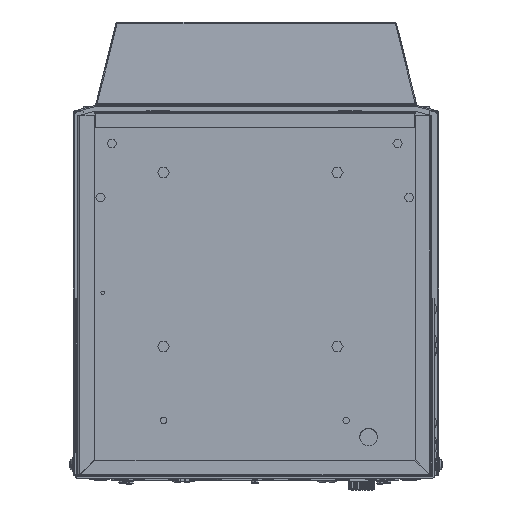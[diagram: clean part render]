
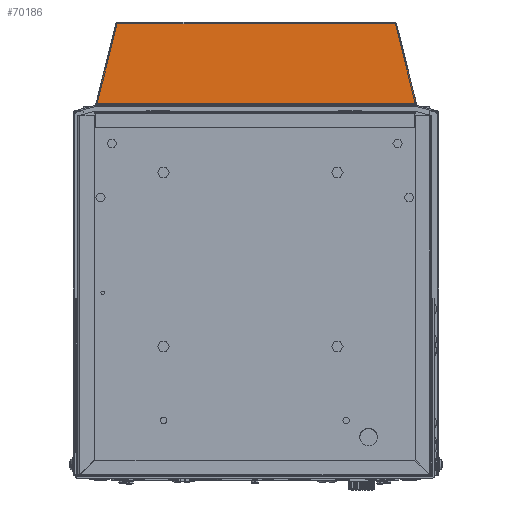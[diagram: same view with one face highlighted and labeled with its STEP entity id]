
A CAD part, front view. The second image highlights one B-rep face of the part: STEP entity #70186.
In plain terms, the highlighted planar face has unit normal (0, -0.999, 0.052).
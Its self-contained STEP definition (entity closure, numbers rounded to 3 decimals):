
#3335 = EDGE_CURVE ( 'NONE', #152051, #46645, #120753, .T. ) ;
#7397 = CARTESIAN_POINT ( 'NONE',  ( 6.075, 4.139, 11.92 ) ) ;
#7947 = CARTESIAN_POINT ( 'NONE',  ( 6.724, 4.019, 9.632 ) ) ;
#27957 = CARTESIAN_POINT ( 'NONE',  ( -6.805, 3.959, 8.488 ) ) ;
#29580 = DIRECTION ( 'NONE',  ( 0., 0.999, -0.052 ) ) ;
#32313 = CARTESIAN_POINT ( 'NONE',  ( -5.949, 4.139, 11.92 ) ) ;
#34910 = CARTESIAN_POINT ( 'NONE',  ( 7.009, 3.959, 8.488 ) ) ;
#35874 = ORIENTED_EDGE ( 'NONE', *, *, #201447, .F. ) ;
#36241 = EDGE_CURVE ( 'NONE', #134469, #142088, #210920, .T. ) ;
#37472 = CARTESIAN_POINT ( 'NONE',  ( 2.404, 3.959, 8.488 ) ) ;
#39330 = CARTESIAN_POINT ( 'NONE',  ( -5.949, 4.139, 11.92 ) ) ;
#41207 = ORIENTED_EDGE ( 'NONE', *, *, #88572, .F. ) ;
#42009 = B_SPLINE_CURVE_WITH_KNOTS ( 'NONE', 3,
 ( #7397, #159038, #223174, #84463 ),
 .UNSPECIFIED., .F., .F.,
 ( 4, 4 ),
 ( 0., 1. ),
 .UNSPECIFIED. ) ;
#42711 = CARTESIAN_POINT ( 'NONE',  ( 6.075, 4.139, 11.92 ) ) ;
#46645 = VERTEX_POINT ( 'NONE', #34910 ) ;
#48986 = CARTESIAN_POINT ( 'NONE',  ( 6.153, 4.139, 11.92 ) ) ;
#51528 = CARTESIAN_POINT ( 'NONE',  ( -6.234, 4.079, 10.776 ) ) ;
#56707 = CARTESIAN_POINT ( 'NONE',  ( -6.805, 3.959, 8.488 ) ) ;
#69390 = DIRECTION ( 'NONE',  ( -1., 0., 0. ) ) ;
#70186 = ADVANCED_FACE ( 'NONE', ( #169568 ), #167035, .F. ) ;
#77296 = CARTESIAN_POINT ( 'NONE',  ( -2.2, 3.959, 8.488 ) ) ;
#79881 = B_SPLINE_CURVE_WITH_KNOTS ( 'NONE', 3,
 ( #235481, #238018, #158390, #42711 ),
 .UNSPECIFIED., .F., .F.,
 ( 4, 4 ),
 ( 0., 1. ),
 .UNSPECIFIED. ) ;
#84463 = CARTESIAN_POINT ( 'NONE',  ( 6.153, 4.139, 11.92 ) ) ;
#86068 = EDGE_CURVE ( 'NONE', #46645, #201633, #168578, .T. ) ;
#87369 = CARTESIAN_POINT ( 'NONE',  ( 0.102, 4.162, 12.366 ) ) ;
#88572 = EDGE_CURVE ( 'NONE', #201633, #134469, #133417, .T. ) ;
#96568 = CARTESIAN_POINT ( 'NONE',  ( 7.009, 3.959, 8.488 ) ) ;
#102540 = VERTEX_POINT ( 'NONE', #115572 ) ;
#113924 = CARTESIAN_POINT ( 'NONE',  ( -5.897, 4.139, 11.92 ) ) ;
#115572 = CARTESIAN_POINT ( 'NONE',  ( 6.075, 4.139, 11.92 ) ) ;
#116432 = CARTESIAN_POINT ( 'NONE',  ( -5.871, 4.139, 11.92 ) ) ;
#120753 = B_SPLINE_CURVE_WITH_KNOTS ( 'NONE', 3,
 ( #48986, #221182, #7947, #162117 ),
 .UNSPECIFIED., .F., .F.,
 ( 4, 4 ),
 ( 0., 1. ),
 .UNSPECIFIED. ) ;
#124668 = ORIENTED_EDGE ( 'NONE', *, *, #36241, .F. ) ;
#130724 = EDGE_CURVE ( 'NONE', #142088, #102540, #79881, .T. ) ;
#133002 = ORIENTED_EDGE ( 'NONE', *, *, #130724, .F. ) ;
#133417 = B_SPLINE_CURVE_WITH_KNOTS ( 'NONE', 3,
 ( #225047, #227571, #51528, #32313 ),
 .UNSPECIFIED., .F., .F.,
 ( 4, 4 ),
 ( 0., 1. ),
 .UNSPECIFIED. ) ;
#134469 = VERTEX_POINT ( 'NONE', #249405 ) ;
#136618 = EDGE_LOOP ( 'NONE', ( #252339, #35874, #133002, #124668, #41207, #164730 ) ) ;
#142088 = VERTEX_POINT ( 'NONE', #151419 ) ;
#150092 = CARTESIAN_POINT ( 'NONE',  ( 6.153, 4.139, 11.92 ) ) ;
#151419 = CARTESIAN_POINT ( 'NONE',  ( -5.871, 4.139, 11.92 ) ) ;
#152051 = VERTEX_POINT ( 'NONE', #150092 ) ;
#158390 = CARTESIAN_POINT ( 'NONE',  ( 2.093, 4.139, 11.92 ) ) ;
#159038 = CARTESIAN_POINT ( 'NONE',  ( 6.101, 4.139, 11.92 ) ) ;
#162117 = CARTESIAN_POINT ( 'NONE',  ( 7.009, 3.959, 8.488 ) ) ;
#164730 = ORIENTED_EDGE ( 'NONE', *, *, #86068, .F. ) ;
#167035 = PLANE ( 'NONE',  #253154 ) ;
#168578 = B_SPLINE_CURVE_WITH_KNOTS ( 'NONE', 3,
 ( #96568, #37472, #77296, #56707 ),
 .UNSPECIFIED., .F., .F.,
 ( 4, 4 ),
 ( 0., 1. ),
 .UNSPECIFIED. ) ;
#169568 = FACE_OUTER_BOUND ( 'NONE', #136618, .T. ) ;
#201447 = EDGE_CURVE ( 'NONE', #102540, #152051, #42009, .T. ) ;
#201633 = VERTEX_POINT ( 'NONE', #27957 ) ;
#210920 = B_SPLINE_CURVE_WITH_KNOTS ( 'NONE', 3,
 ( #39330, #250148, #113924, #116432 ),
 .UNSPECIFIED., .F., .F.,
 ( 4, 4 ),
 ( 0., 1. ),
 .UNSPECIFIED. ) ;
#221182 = CARTESIAN_POINT ( 'NONE',  ( 6.438, 4.079, 10.776 ) ) ;
#223174 = CARTESIAN_POINT ( 'NONE',  ( 6.127, 4.139, 11.92 ) ) ;
#225047 = CARTESIAN_POINT ( 'NONE',  ( -6.805, 3.959, 8.488 ) ) ;
#227571 = CARTESIAN_POINT ( 'NONE',  ( -6.52, 4.019, 9.632 ) ) ;
#235481 = CARTESIAN_POINT ( 'NONE',  ( -5.871, 4.139, 11.92 ) ) ;
#238018 = CARTESIAN_POINT ( 'NONE',  ( -1.889, 4.139, 11.92 ) ) ;
#249405 = CARTESIAN_POINT ( 'NONE',  ( -5.949, 4.139, 11.92 ) ) ;
#250148 = CARTESIAN_POINT ( 'NONE',  ( -5.923, 4.139, 11.92 ) ) ;
#252339 = ORIENTED_EDGE ( 'NONE', *, *, #3335, .F. ) ;
#253154 = AXIS2_PLACEMENT_3D ( 'NONE', #87369, #29580, #69390 ) ;
